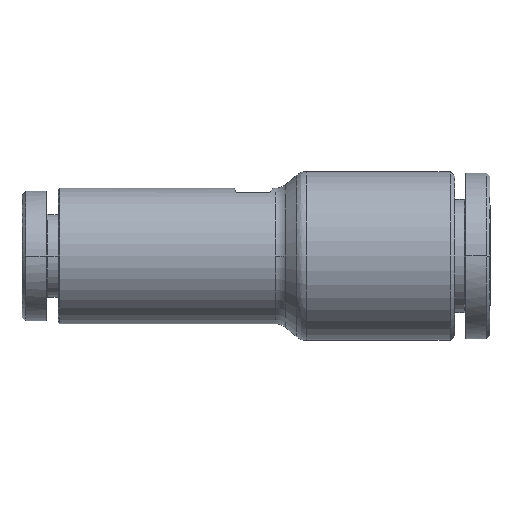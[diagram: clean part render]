
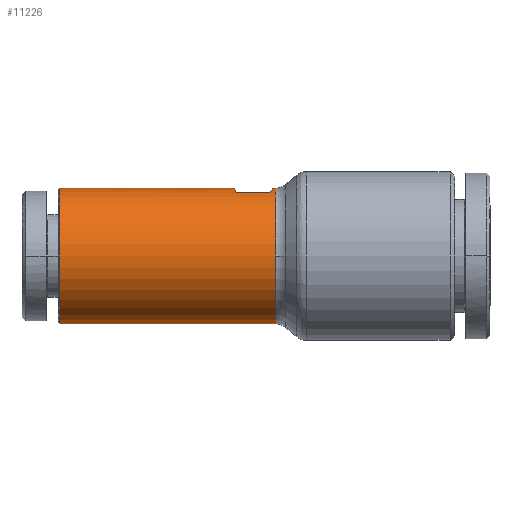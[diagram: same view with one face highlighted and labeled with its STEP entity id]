
A CAD part, front view. The second image highlights one B-rep face of the part: STEP entity #11226.
In plain terms, the highlighted cylindrical face has radius 4.5 mm (diameter 9 mm), a partial arc.
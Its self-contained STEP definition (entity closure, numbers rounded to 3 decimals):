
#196 = ORIENTED_EDGE ( 'NONE', *, *, #10533, .T. ) ;
#628 = EDGE_CURVE ( 'NONE', #1454, #14528, #9965, .T. ) ;
#825 = AXIS2_PLACEMENT_3D ( 'NONE', #14247, #2452, #12428 ) ;
#891 = AXIS2_PLACEMENT_3D ( 'NONE', #9061, #18926, #17344 ) ;
#946 = VERTEX_POINT ( 'NONE', #14394 ) ;
#1108 = LINE ( 'NONE', #5564, #15547 ) ;
#1454 = VERTEX_POINT ( 'NONE', #5343 ) ;
#1678 = VERTEX_POINT ( 'NONE', #17959 ) ;
#2057 = DIRECTION ( 'NONE',  ( 1., 0., 0. ) ) ;
#2452 = DIRECTION ( 'NONE',  ( 1., 0., 0. ) ) ;
#2505 = CARTESIAN_POINT ( 'NONE',  ( 2.232, -0.554, 4.284 ) ) ;
#2664 = CARTESIAN_POINT ( 'NONE',  ( 5.016, 0., 4.284 ) ) ;
#2790 = ORIENTED_EDGE ( 'NONE', *, *, #19158, .T. ) ;
#3073 = CARTESIAN_POINT ( 'NONE',  ( 5.016, 0., -0.216 ) ) ;
#3339 = CIRCLE ( 'NONE', #13300, 4.5 ) ;
#3397 =( BOUNDED_CURVE ( )  B_SPLINE_CURVE ( 3, ( #12623, #4176, #2505, #14149 ),
 .UNSPECIFIED., .F., .F. ) 
 B_SPLINE_CURVE_WITH_KNOTS ( ( 4, 4 ),
 ( 2.774, 3.142 ),
 .UNSPECIFIED. ) 
 CURVE ( )  GEOMETRIC_REPRESENTATION_ITEM ( )  RATIONAL_B_SPLINE_CURVE ( ( 1., 0.989, 0.989, 1. ) ) 
 REPRESENTATION_ITEM ( '' )  );
#3469 = ORIENTED_EDGE ( 'NONE', *, *, #19674, .T. ) ;
#4081 = CIRCLE ( 'NONE', #891, 4.5 ) ;
#4158 = DIRECTION ( 'NONE',  ( 1., 0., 0. ) ) ;
#4176 = CARTESIAN_POINT ( 'NONE',  ( 2.3, -1.099, 4.183 ) ) ;
#4330 = LINE ( 'NONE', #14998, #10638 ) ;
#4348 = CARTESIAN_POINT ( 'NONE',  ( -9.318, 0., -4.716 ) ) ;
#4678 = EDGE_CURVE ( 'NONE', #1454, #5585, #13155, .T. ) ;
#4933 = VERTEX_POINT ( 'NONE', #4348 ) ;
#5245 = AXIS2_PLACEMENT_3D ( 'NONE', #15830, #4158, #7637 ) ;
#5343 = CARTESIAN_POINT ( 'NONE',  ( -9.318, 0., 4.284 ) ) ;
#5520 = CARTESIAN_POINT ( 'NONE',  ( 2.432, -1.616, 3.984 ) ) ;
#5564 = CARTESIAN_POINT ( 'NONE',  ( -1.418, 0., -4.716 ) ) ;
#5578 = CARTESIAN_POINT ( 'NONE',  ( 5.016, -4.5, -0.216 ) ) ;
#5585 = VERTEX_POINT ( 'NONE', #21281 ) ;
#6023 = VECTOR ( 'NONE', #13169, 1000. ) ;
#6364 = DIRECTION ( 'NONE',  ( 0., 0., -1. ) ) ;
#6713 = EDGE_CURVE ( 'NONE', #10523, #16908, #3339, .T. ) ;
#7320 = DIRECTION ( 'NONE',  ( -1., 0., 0. ) ) ;
#7637 = DIRECTION ( 'NONE',  ( 0., 0., -1. ) ) ;
#8126 = CARTESIAN_POINT ( 'NONE',  ( -1.418, 0., 4.284 ) ) ;
#8465 = CARTESIAN_POINT ( 'NONE',  ( 4.632, -1.616, 3.984 ) ) ;
#8488 = DIRECTION ( 'NONE',  ( 1., 0., 0. ) ) ;
#8605 = EDGE_CURVE ( 'NONE', #13122, #14528, #3397, .T. ) ;
#9018 = ORIENTED_EDGE ( 'NONE', *, *, #8605, .T. ) ;
#9061 = CARTESIAN_POINT ( 'NONE',  ( 5.016, 0., -0.216 ) ) ;
#9747 = DIRECTION ( 'NONE',  ( 1., 0., 0. ) ) ;
#9854 = CARTESIAN_POINT ( 'NONE',  ( 4.832, 0., 4.284 ) ) ;
#9965 = LINE ( 'NONE', #8126, #6023 ) ;
#10523 = VERTEX_POINT ( 'NONE', #5578 ) ;
#10533 = EDGE_CURVE ( 'NONE', #20561, #10523, #4081, .T. ) ;
#10638 = VECTOR ( 'NONE', #9747, 1000. ) ;
#10844 = ORIENTED_EDGE ( 'NONE', *, *, #11621, .F. ) ;
#11092 = VECTOR ( 'NONE', #7320, 1000. ) ;
#11226 = ADVANCED_FACE ( 'NONE', ( #13534 ), #14582, .T. ) ;
#11316 = EDGE_LOOP ( 'NONE', ( #20474, #15381, #3469, #12752, #196, #12959, #10844, #21553, #2790, #9018 ) ) ;
#11621 = EDGE_CURVE ( 'NONE', #946, #16908, #4330, .T. ) ;
#11853 = LINE ( 'NONE', #14051, #11092 ) ;
#12338 = EDGE_CURVE ( 'NONE', #946, #1678, #16636, .T. ) ;
#12428 = DIRECTION ( 'NONE',  ( 0., 0., -1. ) ) ;
#12441 = AXIS2_PLACEMENT_3D ( 'NONE', #16866, #8488, #17088 ) ;
#12623 = CARTESIAN_POINT ( 'NONE',  ( 2.432, -1.616, 3.984 ) ) ;
#12752 = ORIENTED_EDGE ( 'NONE', *, *, #18587, .T. ) ;
#12959 = ORIENTED_EDGE ( 'NONE', *, *, #6713, .T. ) ;
#13122 = VERTEX_POINT ( 'NONE', #5520 ) ;
#13155 = CIRCLE ( 'NONE', #12441, 4.5 ) ;
#13169 = DIRECTION ( 'NONE',  ( 1., 0., 0. ) ) ;
#13300 = AXIS2_PLACEMENT_3D ( 'NONE', #3073, #13402, #6364 ) ;
#13402 = DIRECTION ( 'NONE',  ( -1., 0., 0. ) ) ;
#13534 = FACE_OUTER_BOUND ( 'NONE', #11316, .T. ) ;
#13660 = CIRCLE ( 'NONE', #825, 4.5 ) ;
#14051 = CARTESIAN_POINT ( 'NONE',  ( -1.418, -1.616, 3.984 ) ) ;
#14149 = CARTESIAN_POINT ( 'NONE',  ( 2.232, 0., 4.284 ) ) ;
#14247 = CARTESIAN_POINT ( 'NONE',  ( -9.318, 0., -0.216 ) ) ;
#14394 = CARTESIAN_POINT ( 'NONE',  ( 4.832, 0., 4.284 ) ) ;
#14528 = VERTEX_POINT ( 'NONE', #18855 ) ;
#14582 = CYLINDRICAL_SURFACE ( 'NONE', #5245, 4.5 ) ;
#14998 = CARTESIAN_POINT ( 'NONE',  ( -1.418, 0., 4.284 ) ) ;
#15381 = ORIENTED_EDGE ( 'NONE', *, *, #4678, .T. ) ;
#15547 = VECTOR ( 'NONE', #2057, 1000. ) ;
#15830 = CARTESIAN_POINT ( 'NONE',  ( -1.418, 0., -0.216 ) ) ;
#16569 = CARTESIAN_POINT ( 'NONE',  ( 4.832, -0.554, 4.284 ) ) ;
#16636 =( BOUNDED_CURVE ( )  B_SPLINE_CURVE ( 3, ( #9854, #16569, #18202, #8465 ),
 .UNSPECIFIED., .F., .F. ) 
 B_SPLINE_CURVE_WITH_KNOTS ( ( 4, 4 ),
 ( 0., 0.367 ),
 .UNSPECIFIED. ) 
 CURVE ( )  GEOMETRIC_REPRESENTATION_ITEM ( )  RATIONAL_B_SPLINE_CURVE ( ( 1., 0.989, 0.989, 1. ) ) 
 REPRESENTATION_ITEM ( '' )  );
#16866 = CARTESIAN_POINT ( 'NONE',  ( -9.318, 0., -0.216 ) ) ;
#16908 = VERTEX_POINT ( 'NONE', #2664 ) ;
#17088 = DIRECTION ( 'NONE',  ( 0., 0., -1. ) ) ;
#17344 = DIRECTION ( 'NONE',  ( 0., 0., -1. ) ) ;
#17959 = CARTESIAN_POINT ( 'NONE',  ( 4.632, -1.616, 3.984 ) ) ;
#18202 = CARTESIAN_POINT ( 'NONE',  ( 4.765, -1.099, 4.183 ) ) ;
#18587 = EDGE_CURVE ( 'NONE', #4933, #20561, #1108, .T. ) ;
#18855 = CARTESIAN_POINT ( 'NONE',  ( 2.232, 0., 4.284 ) ) ;
#18926 = DIRECTION ( 'NONE',  ( -1., 0., 0. ) ) ;
#19158 = EDGE_CURVE ( 'NONE', #1678, #13122, #11853, .T. ) ;
#19674 = EDGE_CURVE ( 'NONE', #5585, #4933, #13660, .T. ) ;
#20474 = ORIENTED_EDGE ( 'NONE', *, *, #628, .F. ) ;
#20561 = VERTEX_POINT ( 'NONE', #20864 ) ;
#20864 = CARTESIAN_POINT ( 'NONE',  ( 5.016, 0., -4.716 ) ) ;
#21281 = CARTESIAN_POINT ( 'NONE',  ( -9.318, -4.5, -0.216 ) ) ;
#21553 = ORIENTED_EDGE ( 'NONE', *, *, #12338, .T. ) ;
